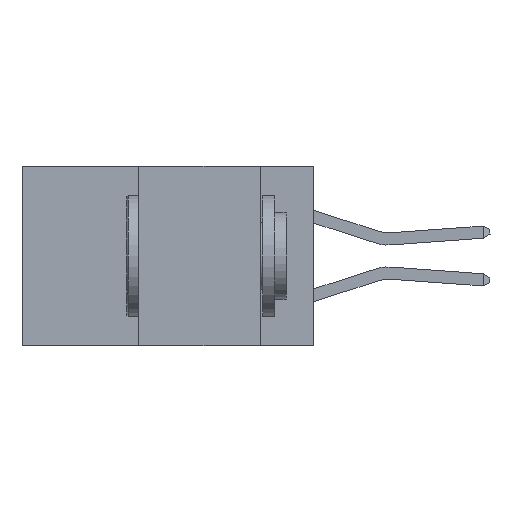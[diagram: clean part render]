
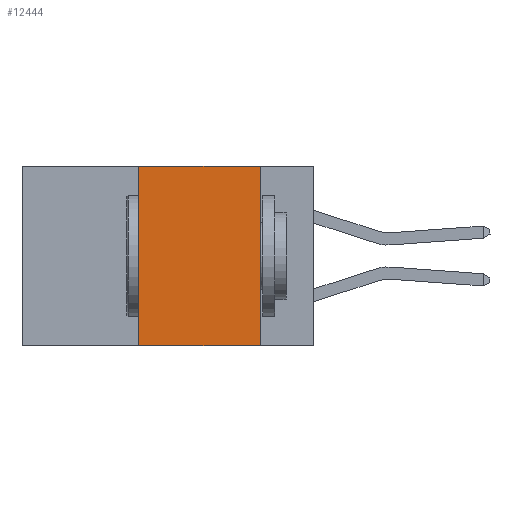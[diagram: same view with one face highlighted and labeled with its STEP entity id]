
A CAD part, left-side view. The second image highlights one B-rep face of the part: STEP entity #12444.
In plain terms, the highlighted planar face has unit normal (-1, 0, 0).
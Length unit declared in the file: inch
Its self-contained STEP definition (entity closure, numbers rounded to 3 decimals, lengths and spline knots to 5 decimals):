
#48 = VERTEX_POINT ( 'NONE', #7872 ) ;
#537 = CARTESIAN_POINT ( 'NONE',  ( 0., 0.36, -0.37 ) ) ;
#1064 = DIRECTION ( 'NONE',  ( 1., 0., 0. ) ) ;
#3134 = AXIS2_PLACEMENT_3D ( 'NONE', #12463, #1064, #10996 ) ;
#3771 = FACE_OUTER_BOUND ( 'NONE', #10418, .T. ) ;
#3836 = EDGE_CURVE ( 'NONE', #10520, #8610, #15706, .T. ) ;
#4080 = CARTESIAN_POINT ( 'NONE',  ( 0., 0.11, 0. ) ) ;
#4695 = VECTOR ( 'NONE', #16894, 39.37008 ) ;
#4705 = ORIENTED_EDGE ( 'NONE', *, *, #13043, .F. ) ;
#5179 = VECTOR ( 'NONE', #14863, 39.37008 ) ;
#5273 = VECTOR ( 'NONE', #11947, 39.37008 ) ;
#5387 = ORIENTED_EDGE ( 'NONE', *, *, #8599, .F. ) ;
#5424 = DIRECTION ( 'NONE',  ( 0., 0., -1. ) ) ;
#6119 = ORIENTED_EDGE ( 'NONE', *, *, #3836, .F. ) ;
#6831 = PLANE ( 'NONE',  #3134 ) ;
#7006 = CARTESIAN_POINT ( 'NONE',  ( 0., 0.6, 0. ) ) ;
#7872 = CARTESIAN_POINT ( 'NONE',  ( 0., 0.11, -0.37 ) ) ;
#8599 = EDGE_CURVE ( 'NONE', #11650, #10520, #11334, .T. ) ;
#8610 = VERTEX_POINT ( 'NONE', #17681 ) ;
#9405 = CARTESIAN_POINT ( 'NONE',  ( 0., 0.36, 0. ) ) ;
#10418 = EDGE_LOOP ( 'NONE', ( #4705, #6119, #5387, #14257 ) ) ;
#10520 = VERTEX_POINT ( 'NONE', #9405 ) ;
#10818 = LINE ( 'NONE', #16076, #5273 ) ;
#10836 = LINE ( 'NONE', #4080, #13682 ) ;
#10996 = DIRECTION ( 'NONE',  ( 0., 0., -1. ) ) ;
#11334 = LINE ( 'NONE', #16290, #5179 ) ;
#11650 = VERTEX_POINT ( 'NONE', #537 ) ;
#11947 = DIRECTION ( 'NONE',  ( 0., -1., 0. ) ) ;
#12444 = ADVANCED_FACE ( 'NONE', ( #3771 ), #6831, .F. ) ;
#12463 = CARTESIAN_POINT ( 'NONE',  ( 0., 0.6, 0. ) ) ;
#13043 = EDGE_CURVE ( 'NONE', #8610, #48, #10836, .T. ) ;
#13479 = EDGE_CURVE ( 'NONE', #11650, #48, #10818, .T. ) ;
#13682 = VECTOR ( 'NONE', #5424, 39.37008 ) ;
#14257 = ORIENTED_EDGE ( 'NONE', *, *, #13479, .T. ) ;
#14863 = DIRECTION ( 'NONE',  ( 0., 0., 1. ) ) ;
#15706 = LINE ( 'NONE', #7006, #4695 ) ;
#16076 = CARTESIAN_POINT ( 'NONE',  ( 0., 0.6, -0.37 ) ) ;
#16290 = CARTESIAN_POINT ( 'NONE',  ( 0., 0.36, 0. ) ) ;
#16894 = DIRECTION ( 'NONE',  ( 0., -1., 0. ) ) ;
#17681 = CARTESIAN_POINT ( 'NONE',  ( 0., 0.11, 0. ) ) ;
